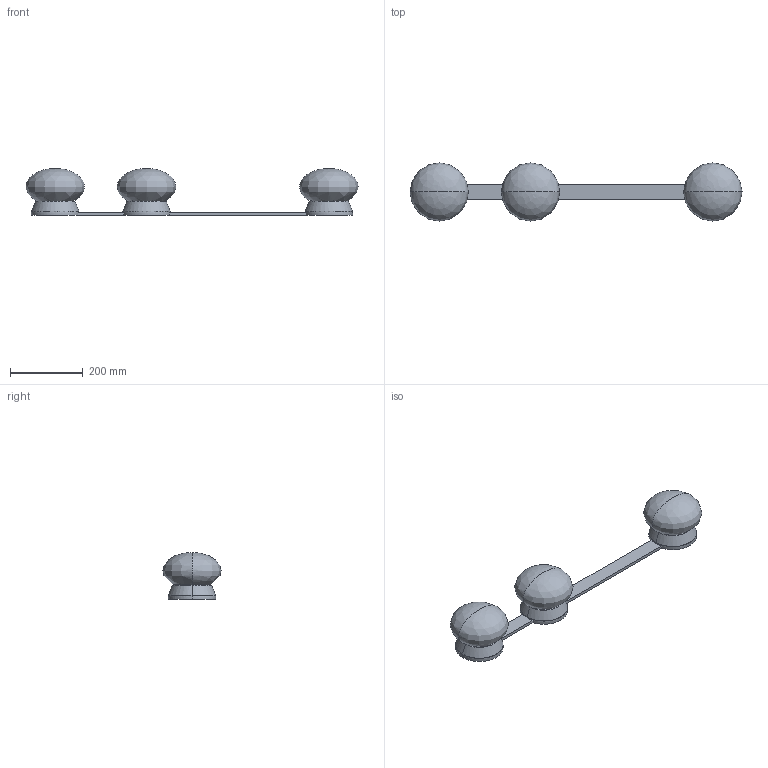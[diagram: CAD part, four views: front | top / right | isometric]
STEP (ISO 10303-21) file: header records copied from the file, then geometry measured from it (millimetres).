
FILE_DESCRIPTION(/* description */ (''),/* implementation_level */ '2;1');
FILE_NAME(/* name */ '1744.254_FUJI',/* time_stamp */ '2023-01-18T18:41:07+01:00',/* author */ (''),/* organization */ (''),/* preprocessor_version */ 'ST-DEVELOPER v16.5',/* originating_system */ 'Rhino 7.15',/* authorisation */ '');
FILE_SCHEMA (('CONFIG_CONTROL_DESIGN'));
Length unit declared in the file: millimetre
Products named in the file (1): Document
Bounding box: 909.9 x 160.05 x 128.78 mm (x, y, z)
Volume: 5219435.5 mm3; surface area: 421865.3 mm2
Topology: 9 solids, 11 shells, 41 faces, 82 edges, 53 vertices
Faces by surface type: plane 23, bspline 18
Entity records: 1767 total; most frequent: CARTESIAN_POINT 1165, ORIENTED_EDGE 132, EDGE_CURVE 76, VERTEX_POINT 53, ADVANCED_FACE 41, FACE_OUTER_BOUND 41, EDGE_LOOP 41, B_SPLINE_CURVE_WITH_KNOTS 32
